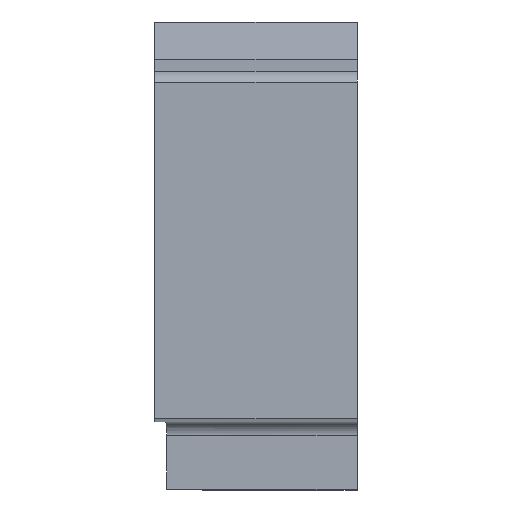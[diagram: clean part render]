
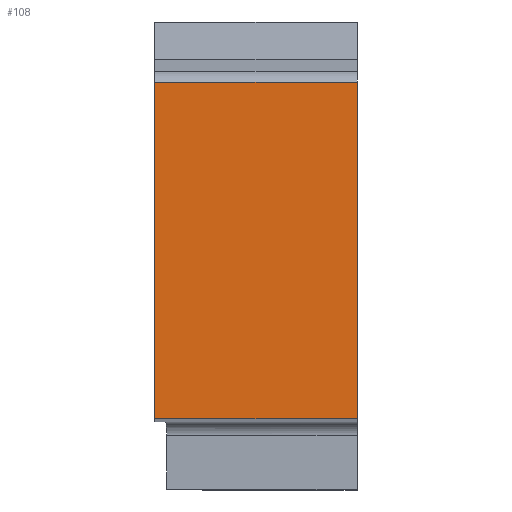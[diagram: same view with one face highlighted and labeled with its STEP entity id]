
A CAD part, top view. The second image highlights one B-rep face of the part: STEP entity #108.
In plain terms, the highlighted planar face has unit normal (0, 0, 1).
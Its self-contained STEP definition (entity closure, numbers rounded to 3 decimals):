
#108=ADVANCED_FACE('',(#179),#133,.T.);
#133=PLANE('',#1020);
#179=FACE_OUTER_BOUND('',#225,.T.);
#225=EDGE_LOOP('',(#510,#511,#512,#513));
#510=ORIENTED_EDGE('',*,*,#723,.F.);
#511=ORIENTED_EDGE('',*,*,#715,.F.);
#512=ORIENTED_EDGE('',*,*,#713,.T.);
#513=ORIENTED_EDGE('',*,*,#620,.F.);
#537=VERTEX_POINT('',#1343);
#538=VERTEX_POINT('',#1345);
#592=VERTEX_POINT('',#1546);
#593=VERTEX_POINT('',#1550);
#620=EDGE_CURVE('',#537,#538,#737,.T.);
#713=EDGE_CURVE('',#592,#538,#800,.T.);
#715=EDGE_CURVE('',#592,#593,#802,.T.);
#723=EDGE_CURVE('',#593,#537,#809,.T.);
#737=LINE('',#1344,#823);
#800=LINE('',#1545,#886);
#802=LINE('',#1549,#888);
#809=LINE('',#1565,#895);
#823=VECTOR('',#1064,1.);
#886=VECTOR('',#1263,1.);
#888=VECTOR('',#1267,1.);
#895=VECTOR('',#1284,1.);
#1020=AXIS2_PLACEMENT_3D('',#1567,#1287,#1288);
#1064=DIRECTION('',(0.,-1.,0.));
#1263=DIRECTION('',(1.,0.,0.));
#1267=DIRECTION('',(0.,1.,0.));
#1284=DIRECTION('',(1.,0.,0.));
#1287=DIRECTION('',(0.,0.,1.));
#1288=DIRECTION('',(-1.,0.,0.));
#1343=CARTESIAN_POINT('',(12.,20.,0.));
#1344=CARTESIAN_POINT('',(12.,20.,0.));
#1345=CARTESIAN_POINT('',(12.,0.,0.));
#1545=CARTESIAN_POINT('',(0.,0.,0.));
#1546=CARTESIAN_POINT('',(0.,0.,0.));
#1549=CARTESIAN_POINT('',(0.,0.,0.));
#1550=CARTESIAN_POINT('',(0.,20.,0.));
#1565=CARTESIAN_POINT('',(0.,20.,0.));
#1567=CARTESIAN_POINT('',(10.775,20.,0.));
